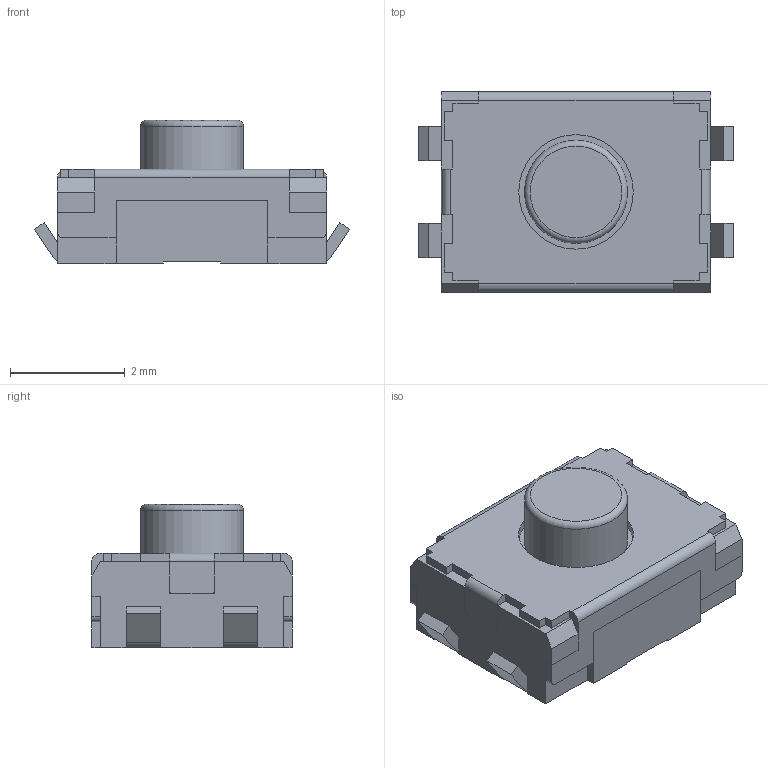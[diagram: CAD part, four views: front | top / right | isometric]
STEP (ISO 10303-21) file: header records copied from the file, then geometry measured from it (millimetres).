
FILE_DESCRIPTION(/* description */ ('model of SW_SPST_EVQP2_MiddlePushTravel_H2.5mm'),/* implementation_level */ '2;1');
FILE_NAME(/* name */ 'SW_SPST_EVQP2_MiddlePushTravel_H2.5mm.step',/* time_stamp */ '1970-01-01T00:00:00',/* author */ ('KiCAD','kicad'),/* organization */ ('OCCT'),/* preprocessor_version */ '',/* originating_system */ 'KiCAD',/* authorisation */ '');
FILE_SCHEMA(('AUTOMOTIVE_DESIGN { 1 0 10303 214 1 1 1 1 }'));
Length unit declared in the file: millimetre
Products named in the file (1): SW_SPST_EVQP2_MiddlePushTravel_H2.5mm
Bounding box: 5.5 x 3.5 x 2.5 mm (x, y, z)
Volume: 28.8 mm3; surface area: 69.1 mm2
Topology: 1 solids, 1 shells, 139 faces, 388 edges, 253 vertices
Faces by surface type: plane 120, cylinder 18, torus 1
Full cylindrical faces by diameter (mm): 1.8 x1, 2 x1
Entity records: 2861 total; most frequent: ORIENTED_EDGE 580, EDGE_CURVE 388, CARTESIAN_POINT 350, LINE 282, VERTEX_POINT 253, AXIS2_PLACEMENT_3D 154, FACE_BOUND 141, EDGE_LOOP 141
